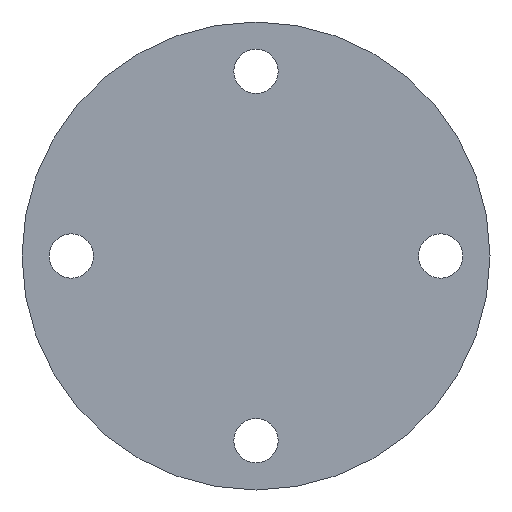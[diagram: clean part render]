
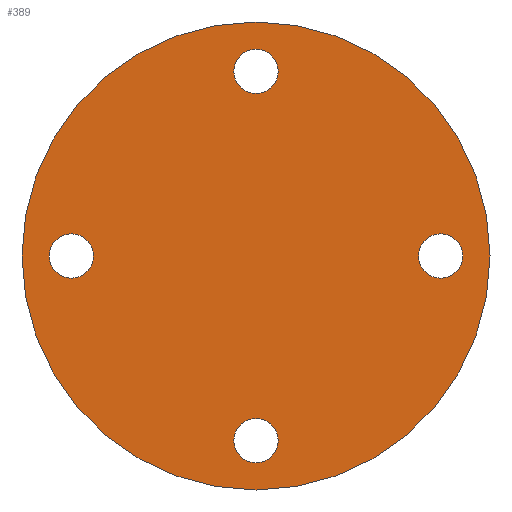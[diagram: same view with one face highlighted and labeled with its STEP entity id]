
A CAD part, front view. The second image highlights one B-rep face of the part: STEP entity #389.
In plain terms, the highlighted planar face has unit normal (0, -1, 0).
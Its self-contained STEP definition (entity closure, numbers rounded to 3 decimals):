
#1 = AXIS2_PLACEMENT_3D ( 'NONE', #17, #160, #193 ) ;
#3 = VERTEX_POINT ( 'NONE', #223 ) ;
#9 = AXIS2_PLACEMENT_3D ( 'NONE', #101, #93, #319 ) ;
#10 = CARTESIAN_POINT ( 'NONE',  ( 0., 0., 75. ) ) ;
#17 = CARTESIAN_POINT ( 'NONE',  ( 0., 0., 75. ) ) ;
#25 = DIRECTION ( 'NONE',  ( 0., 1., 0. ) ) ;
#31 = AXIS2_PLACEMENT_3D ( 'NONE', #111, #437, #187 ) ;
#44 = CARTESIAN_POINT ( 'NONE',  ( 0., 0., -66. ) ) ;
#47 = EDGE_CURVE ( 'NONE', #424, #302, #220, .T. ) ;
#48 = ORIENTED_EDGE ( 'NONE', *, *, #47, .T. ) ;
#49 = CARTESIAN_POINT ( 'NONE',  ( -84., 0., 0. ) ) ;
#51 = VERTEX_POINT ( 'NONE', #179 ) ;
#52 = EDGE_CURVE ( 'NONE', #243, #246, #146, .T. ) ;
#53 = DIRECTION ( 'NONE',  ( 0., 1., 0. ) ) ;
#57 = ORIENTED_EDGE ( 'NONE', *, *, #68, .T. ) ;
#61 = VERTEX_POINT ( 'NONE', #403 ) ;
#64 = CARTESIAN_POINT ( 'NONE',  ( 0., 0., 95. ) ) ;
#68 = EDGE_CURVE ( 'NONE', #246, #243, #320, .T. ) ;
#70 = AXIS2_PLACEMENT_3D ( 'NONE', #154, #297, #72 ) ;
#72 = DIRECTION ( 'NONE',  ( 0., 0., 1. ) ) ;
#83 = CIRCLE ( 'NONE', #441, 9. ) ;
#93 = DIRECTION ( 'NONE',  ( 0., 1., 0. ) ) ;
#101 = CARTESIAN_POINT ( 'NONE',  ( 0., 0., 0. ) ) ;
#104 = CARTESIAN_POINT ( 'NONE',  ( -66., 0., 0. ) ) ;
#111 = CARTESIAN_POINT ( 'NONE',  ( 75., 0., 0. ) ) ;
#115 = EDGE_CURVE ( 'NONE', #412, #61, #311, .T. ) ;
#116 = CIRCLE ( 'NONE', #1, 9. ) ;
#123 = EDGE_LOOP ( 'NONE', ( #48, #343 ) ) ;
#130 = CIRCLE ( 'NONE', #233, 9. ) ;
#132 = FACE_BOUND ( 'NONE', #211, .T. ) ;
#135 = ORIENTED_EDGE ( 'NONE', *, *, #143, .T. ) ;
#138 = AXIS2_PLACEMENT_3D ( 'NONE', #234, #53, #301 ) ;
#141 = ORIENTED_EDGE ( 'NONE', *, *, #292, .T. ) ;
#142 = DIRECTION ( 'NONE',  ( 0., 1., 0. ) ) ;
#143 = EDGE_CURVE ( 'NONE', #3, #263, #463, .T. ) ;
#146 = CIRCLE ( 'NONE', #377, 9. ) ;
#154 = CARTESIAN_POINT ( 'NONE',  ( 0., 0., -75. ) ) ;
#160 = DIRECTION ( 'NONE',  ( 0., 1., 0. ) ) ;
#172 = ORIENTED_EDGE ( 'NONE', *, *, #273, .T. ) ;
#173 = CIRCLE ( 'NONE', #138, 9. ) ;
#175 = DIRECTION ( 'NONE',  ( 0., 1., 0. ) ) ;
#179 = CARTESIAN_POINT ( 'NONE',  ( 0., 0., 66. ) ) ;
#187 = DIRECTION ( 'NONE',  ( -1., 0., 0. ) ) ;
#193 = DIRECTION ( 'NONE',  ( 0., 0., -1. ) ) ;
#201 = FACE_BOUND ( 'NONE', #421, .T. ) ;
#202 = ORIENTED_EDGE ( 'NONE', *, *, #52, .T. ) ;
#211 = EDGE_LOOP ( 'NONE', ( #202, #57 ) ) ;
#212 = AXIS2_PLACEMENT_3D ( 'NONE', #427, #25, #241 ) ;
#220 = CIRCLE ( 'NONE', #334, 9. ) ;
#222 = DIRECTION ( 'NONE',  ( 1., 0., 0. ) ) ;
#223 = CARTESIAN_POINT ( 'NONE',  ( 0., 0., -84. ) ) ;
#225 = DIRECTION ( 'NONE',  ( 0., 0., -1. ) ) ;
#230 = CARTESIAN_POINT ( 'NONE',  ( 84., 0., 0. ) ) ;
#233 = AXIS2_PLACEMENT_3D ( 'NONE', #10, #445, #225 ) ;
#234 = CARTESIAN_POINT ( 'NONE',  ( -75., 0., 0. ) ) ;
#241 = DIRECTION ( 'NONE',  ( 0., 0., 1. ) ) ;
#243 = VERTEX_POINT ( 'NONE', #307 ) ;
#246 = VERTEX_POINT ( 'NONE', #230 ) ;
#249 = ORIENTED_EDGE ( 'NONE', *, *, #380, .F. ) ;
#251 = DIRECTION ( 'NONE',  ( 0., 0., 1. ) ) ;
#256 = DIRECTION ( 'NONE',  ( 0., 1., 0. ) ) ;
#259 = AXIS2_PLACEMENT_3D ( 'NONE', #367, #142, #251 ) ;
#263 = VERTEX_POINT ( 'NONE', #44 ) ;
#273 = EDGE_CURVE ( 'NONE', #314, #51, #116, .T. ) ;
#274 = FACE_BOUND ( 'NONE', #388, .T. ) ;
#280 = EDGE_LOOP ( 'NONE', ( #249, #295 ) ) ;
#284 = EDGE_CURVE ( 'NONE', #302, #424, #173, .T. ) ;
#292 = EDGE_CURVE ( 'NONE', #263, #3, #83, .T. ) ;
#295 = ORIENTED_EDGE ( 'NONE', *, *, #115, .F. ) ;
#297 = DIRECTION ( 'NONE',  ( 0., 1., 0. ) ) ;
#301 = DIRECTION ( 'NONE',  ( 1., 0., 0. ) ) ;
#302 = VERTEX_POINT ( 'NONE', #49 ) ;
#307 = CARTESIAN_POINT ( 'NONE',  ( 66., 0., 0. ) ) ;
#309 = DIRECTION ( 'NONE',  ( 0., 1., 0. ) ) ;
#311 = CIRCLE ( 'NONE', #259, 95. ) ;
#314 = VERTEX_POINT ( 'NONE', #337 ) ;
#315 = FACE_BOUND ( 'NONE', #123, .T. ) ;
#319 = DIRECTION ( 'NONE',  ( 0., 0., 1. ) ) ;
#320 = CIRCLE ( 'NONE', #31, 9. ) ;
#333 = EDGE_CURVE ( 'NONE', #51, #314, #130, .T. ) ;
#334 = AXIS2_PLACEMENT_3D ( 'NONE', #438, #175, #222 ) ;
#335 = CARTESIAN_POINT ( 'NONE',  ( 0., 0., -75. ) ) ;
#337 = CARTESIAN_POINT ( 'NONE',  ( 0., 0., 84. ) ) ;
#343 = ORIENTED_EDGE ( 'NONE', *, *, #284, .T. ) ;
#357 = ORIENTED_EDGE ( 'NONE', *, *, #333, .T. ) ;
#364 = DIRECTION ( 'NONE',  ( -1., 0., 0. ) ) ;
#367 = CARTESIAN_POINT ( 'NONE',  ( 0., 0., 0. ) ) ;
#377 = AXIS2_PLACEMENT_3D ( 'NONE', #432, #256, #364 ) ;
#380 = EDGE_CURVE ( 'NONE', #61, #412, #416, .T. ) ;
#387 = FACE_OUTER_BOUND ( 'NONE', #280, .T. ) ;
#388 = EDGE_LOOP ( 'NONE', ( #357, #172 ) ) ;
#389 = ADVANCED_FACE ( 'NONE', ( #315, #274, #132, #201, #387 ), #418, .F. ) ;
#403 = CARTESIAN_POINT ( 'NONE',  ( 0., 0., -95. ) ) ;
#412 = VERTEX_POINT ( 'NONE', #64 ) ;
#416 = CIRCLE ( 'NONE', #212, 95. ) ;
#418 = PLANE ( 'NONE',  #9 ) ;
#421 = EDGE_LOOP ( 'NONE', ( #141, #135 ) ) ;
#424 = VERTEX_POINT ( 'NONE', #104 ) ;
#427 = CARTESIAN_POINT ( 'NONE',  ( 0., 0., 0. ) ) ;
#432 = CARTESIAN_POINT ( 'NONE',  ( 75., 0., 0. ) ) ;
#437 = DIRECTION ( 'NONE',  ( 0., 1., 0. ) ) ;
#438 = CARTESIAN_POINT ( 'NONE',  ( -75., 0., 0. ) ) ;
#441 = AXIS2_PLACEMENT_3D ( 'NONE', #335, #309, #450 ) ;
#445 = DIRECTION ( 'NONE',  ( 0., 1., 0. ) ) ;
#450 = DIRECTION ( 'NONE',  ( 0., 0., 1. ) ) ;
#463 = CIRCLE ( 'NONE', #70, 9. ) ;
